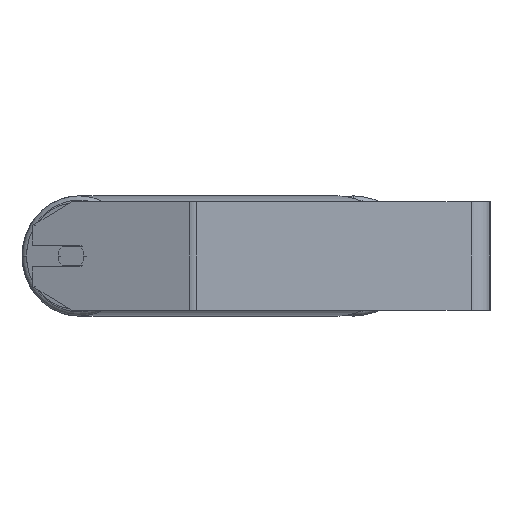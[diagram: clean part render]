
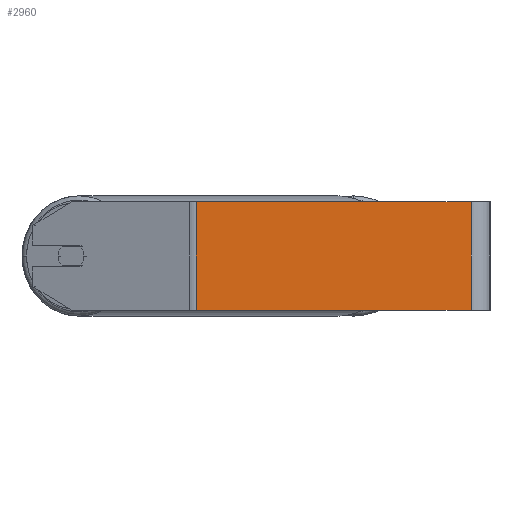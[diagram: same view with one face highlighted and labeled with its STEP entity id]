
A CAD part, left-side view. The second image highlights one B-rep face of the part: STEP entity #2960.
In plain terms, the highlighted planar face has unit normal (-1, 0, 0).
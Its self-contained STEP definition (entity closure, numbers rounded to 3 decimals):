
#65 = LINE ( 'NONE', #5502, #5333 ) ;
#99 = PLANE ( 'NONE',  #2461 ) ;
#140 = EDGE_LOOP ( 'NONE', ( #3319, #3345, #7012, #7039 ) ) ;
#235 = DIRECTION ( 'NONE',  ( 0., 0., -1. ) ) ;
#579 = CARTESIAN_POINT ( 'NONE',  ( -900., 217.227, -40. ) ) ;
#1554 = CARTESIAN_POINT ( 'NONE',  ( -900., 219.696, 40. ) ) ;
#1668 = VECTOR ( 'NONE', #8368, 1000. ) ;
#1846 = DIRECTION ( 'NONE',  ( 0., -1., 0. ) ) ;
#1955 = VERTEX_POINT ( 'NONE', #5121 ) ;
#2461 = AXIS2_PLACEMENT_3D ( 'NONE', #1554, #6859, #235 ) ;
#2629 = LINE ( 'NONE', #5384, #8462 ) ;
#2960 = ADVANCED_FACE ( 'NONE', ( #3442 ), #99, .F. ) ;
#3000 = CARTESIAN_POINT ( 'NONE',  ( -900., 14., 40. ) ) ;
#3049 = VECTOR ( 'NONE', #1846, 1000. ) ;
#3189 = VERTEX_POINT ( 'NONE', #579 ) ;
#3319 = ORIENTED_EDGE ( 'NONE', *, *, #4710, .T. ) ;
#3345 = ORIENTED_EDGE ( 'NONE', *, *, #6199, .F. ) ;
#3442 = FACE_OUTER_BOUND ( 'NONE', #140, .T. ) ;
#4710 = EDGE_CURVE ( 'NONE', #3189, #1955, #8667, .T. ) ;
#4872 = LINE ( 'NONE', #3000, #1668 ) ;
#5100 = CARTESIAN_POINT ( 'NONE',  ( -900., 217.227, 40. ) ) ;
#5121 = CARTESIAN_POINT ( 'NONE',  ( -900., 14., -40. ) ) ;
#5257 = DIRECTION ( 'NONE',  ( 0., 0., -1. ) ) ;
#5333 = VECTOR ( 'NONE', #8158, 1000. ) ;
#5384 = CARTESIAN_POINT ( 'NONE',  ( -900., 217.227, 40. ) ) ;
#5502 = CARTESIAN_POINT ( 'NONE',  ( -900., 219.696, 40. ) ) ;
#5678 = EDGE_CURVE ( 'NONE', #7647, #7731, #65, .T. ) ;
#5935 = CARTESIAN_POINT ( 'NONE',  ( -900., 219.696, -40. ) ) ;
#6199 = EDGE_CURVE ( 'NONE', #7731, #1955, #4872, .T. ) ;
#6859 = DIRECTION ( 'NONE',  ( 1., 0., 0. ) ) ;
#7012 = ORIENTED_EDGE ( 'NONE', *, *, #5678, .F. ) ;
#7039 = ORIENTED_EDGE ( 'NONE', *, *, #8494, .T. ) ;
#7647 = VERTEX_POINT ( 'NONE', #5100 ) ;
#7731 = VERTEX_POINT ( 'NONE', #8140 ) ;
#8140 = CARTESIAN_POINT ( 'NONE',  ( -900., 14., 40. ) ) ;
#8158 = DIRECTION ( 'NONE',  ( 0., -1., 0. ) ) ;
#8368 = DIRECTION ( 'NONE',  ( 0., 0., -1. ) ) ;
#8462 = VECTOR ( 'NONE', #5257, 1000. ) ;
#8494 = EDGE_CURVE ( 'NONE', #7647, #3189, #2629, .T. ) ;
#8667 = LINE ( 'NONE', #5935, #3049 ) ;
